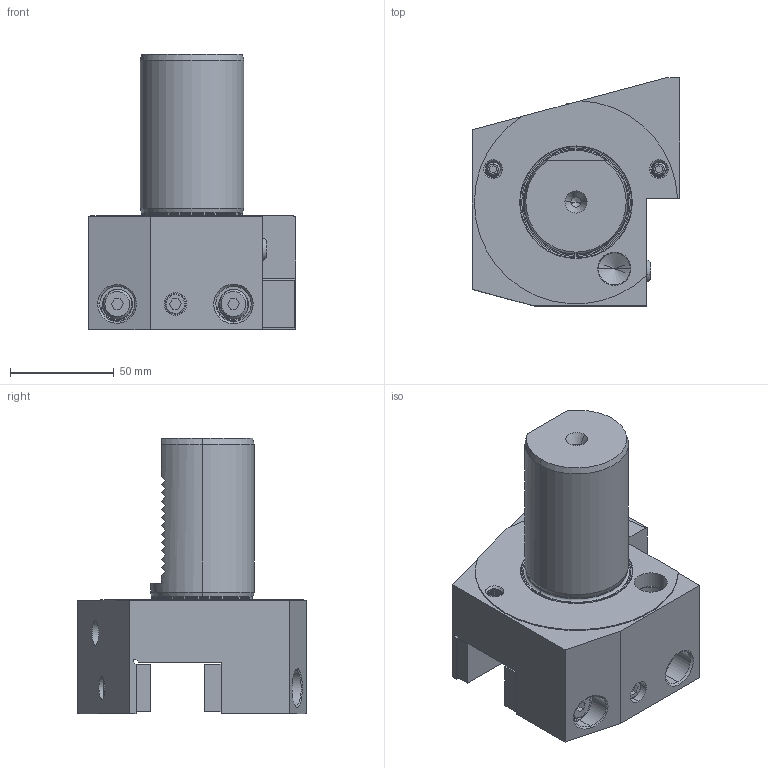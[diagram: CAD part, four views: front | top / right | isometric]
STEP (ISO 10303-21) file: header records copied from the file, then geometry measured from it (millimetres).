
FILE_DESCRIPTION (( 'STEP AP203' ), '1' );
FILE_NAME ('509.34.32.STEP', '2016-11-28T09:36:19', ( '' ), ( '' ), 'SwSTEP 2.0', 'SolidWorks 2012', '' );
FILE_SCHEMA (( 'CONFIG_CONTROL_DESIGN' ));
Products named in the file (12): 84x23x8; 33x7.8; VDI50    B4; 509.34.32; 皿頭_M5; M8尖頭螺絲; 出水銅嘴; M16平頭螺絲35; M6x40; M6x16; 管螺文螺絲; 99x23x7
Assembly tree (13 placements, depth 2):
  509.34.32
    VDI50    B4
    33x7.8
    84x23x8
    99x23x7
    M6x16
    M6x40
    管螺文螺絲
    皿頭_M5
    M16平頭螺絲35  x2
    M8尖頭螺絲  x2
    出水銅嘴
Bounding box: 100 x 110 x 133 mm (x, y, z)
Volume: 546275.8 mm3; surface area: 89967 mm2
Topology: 30 solids, 30 shells, 718 faces, 1852 edges, 1203 vertices
Faces by surface type: cylinder 333, plane 149, cone 145, bspline 75, torus 14, sphere 2
Entity records: 87130 total; most frequent: CARTESIAN_POINT 72116, ORIENTED_EDGE 3340, DIRECTION 2282, EDGE_CURVE 1670, VERTEX_POINT 1088, AXIS2_PLACEMENT_3D 826, EDGE_LOOP 694, FACE_OUTER_BOUND 655
